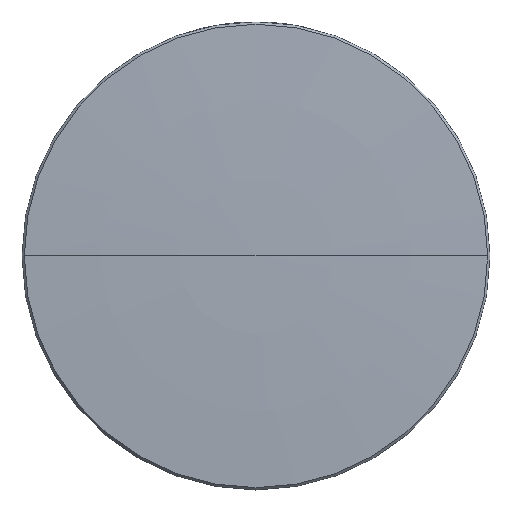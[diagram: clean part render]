
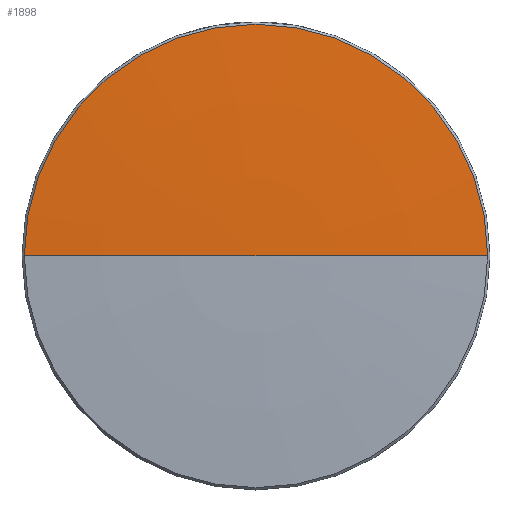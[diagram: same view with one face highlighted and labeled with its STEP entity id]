
A CAD part, top view. The second image highlights one B-rep face of the part: STEP entity #1898.
In plain terms, the highlighted toroidal (fillet/blend) face has major radius 0.03 mm and minor radius 460.08 mm.
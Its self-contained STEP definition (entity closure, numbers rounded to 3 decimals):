
#30 = DIRECTION ( 'NONE',  ( 0., -1., 0. ) ) ;
#48 = CARTESIAN_POINT ( 'NONE',  ( 0., 0., -458.23 ) ) ;
#60 = CARTESIAN_POINT ( 'NONE',  ( 0.03, 0., -458.23 ) ) ;
#168 = VERTEX_POINT ( 'NONE', #299 ) ;
#299 = CARTESIAN_POINT ( 'NONE',  ( 25.15, 0., 1.164 ) ) ;
#303 = EDGE_CURVE ( 'NONE', #168, #2193, #1614, .T. ) ;
#364 = TOROIDAL_SURFACE ( 'NONE', #1864, 0.03, 460.08 ) ;
#386 = VERTEX_POINT ( 'NONE', #1909 ) ;
#389 = ORIENTED_EDGE ( 'NONE', *, *, #303, .F. ) ;
#542 = CARTESIAN_POINT ( 'NONE',  ( -0.03, 0., -458.23 ) ) ;
#776 = CARTESIAN_POINT ( 'NONE',  ( 0., 0., 1.85 ) ) ;
#786 = DIRECTION ( 'NONE',  ( -1., 0., 0. ) ) ;
#938 = CIRCLE ( 'NONE', #1206, 25.15 ) ;
#1024 = CIRCLE ( 'NONE', #2017, 460.08 ) ;
#1133 = EDGE_LOOP ( 'NONE', ( #1841, #2253, #389 ) ) ;
#1206 = AXIS2_PLACEMENT_3D ( 'NONE', #1573, #1612, #786 ) ;
#1422 = AXIS2_PLACEMENT_3D ( 'NONE', #60, #30, #2314 ) ;
#1566 = DIRECTION ( 'NONE',  ( 0., 0., 1. ) ) ;
#1573 = CARTESIAN_POINT ( 'NONE',  ( 0., 0., 1.164 ) ) ;
#1612 = DIRECTION ( 'NONE',  ( 0., 0., 1. ) ) ;
#1614 = CIRCLE ( 'NONE', #1422, 460.08 ) ;
#1841 = ORIENTED_EDGE ( 'NONE', *, *, #2507, .T. ) ;
#1864 = AXIS2_PLACEMENT_3D ( 'NONE', #48, #1566, #2232 ) ;
#1898 = ADVANCED_FACE ( 'NONE', ( #2012 ), #364, .T. ) ;
#1909 = CARTESIAN_POINT ( 'NONE',  ( -25.15, 0., 1.164 ) ) ;
#2012 = FACE_OUTER_BOUND ( 'NONE', #1133, .T. ) ;
#2016 = DIRECTION ( 'NONE',  ( -1., 0., 0. ) ) ;
#2017 = AXIS2_PLACEMENT_3D ( 'NONE', #542, #2430, #2016 ) ;
#2193 = VERTEX_POINT ( 'NONE', #776 ) ;
#2232 = DIRECTION ( 'NONE',  ( 1., 0., 0. ) ) ;
#2253 = ORIENTED_EDGE ( 'NONE', *, *, #2401, .T. ) ;
#2314 = DIRECTION ( 'NONE',  ( 0., 0., -1. ) ) ;
#2401 = EDGE_CURVE ( 'NONE', #386, #2193, #1024, .T. ) ;
#2430 = DIRECTION ( 'NONE',  ( 0., 1., 0. ) ) ;
#2507 = EDGE_CURVE ( 'NONE', #168, #386, #938, .T. ) ;
